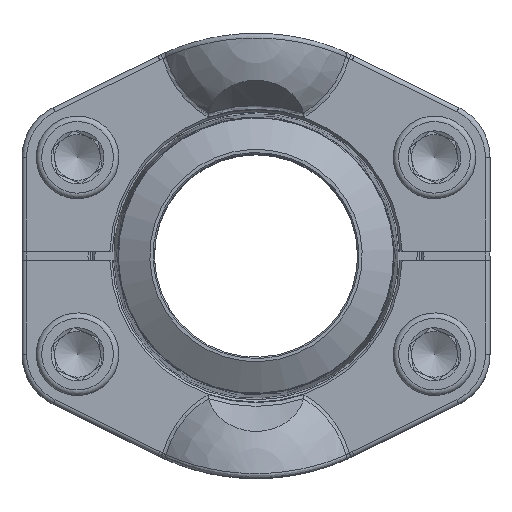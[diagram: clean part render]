
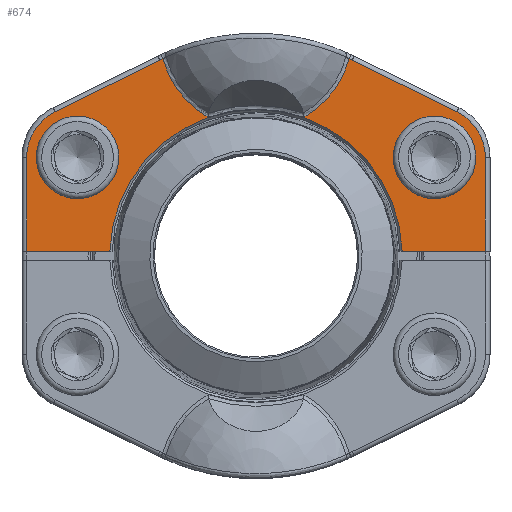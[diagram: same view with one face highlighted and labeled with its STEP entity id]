
A CAD part, top view. The second image highlights one B-rep face of the part: STEP entity #674.
In plain terms, the highlighted planar face has unit normal (0, 0, 1).
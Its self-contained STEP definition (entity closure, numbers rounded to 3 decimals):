
#441=FACE_BOUND('',#1076,.T.);
#442=FACE_BOUND('',#1077,.T.);
#443=FACE_BOUND('',#1078,.T.);
#624=PLANE('',#3273);
#674=ADVANCED_FACE('',(#441,#442,#443),#624,.F.);
#1076=EDGE_LOOP('',(#1625));
#1077=EDGE_LOOP('',(#1626));
#1078=EDGE_LOOP('',(#1627,#1628,#1629,#1630,#1631,#1632,#1633,#1634,#1635,
#1636,#1637,#1638,#1639,#1640));
#1385=CIRCLE('',#3263,7.);
#1386=CIRCLE('',#3264,7.);
#1387=CIRCLE('',#3265,11.1);
#1388=CIRCLE('',#3266,47.5);
#1389=CIRCLE('',#3267,21.04);
#1390=CIRCLE('',#3268,31.99);
#1391=CIRCLE('',#3269,21.04);
#1392=CIRCLE('',#3270,47.5);
#1393=CIRCLE('',#3271,11.1);
#1394=CIRCLE('',#3272,31.875);
#1625=ORIENTED_EDGE('',*,*,#2685,.T.);
#1626=ORIENTED_EDGE('',*,*,#2686,.T.);
#1627=ORIENTED_EDGE('',*,*,#2687,.F.);
#1628=ORIENTED_EDGE('',*,*,#2688,.T.);
#1629=ORIENTED_EDGE('',*,*,#2689,.T.);
#1630=ORIENTED_EDGE('',*,*,#2690,.T.);
#1631=ORIENTED_EDGE('',*,*,#2691,.T.);
#1632=ORIENTED_EDGE('',*,*,#2692,.T.);
#1633=ORIENTED_EDGE('',*,*,#2693,.T.);
#1634=ORIENTED_EDGE('',*,*,#2694,.T.);
#1635=ORIENTED_EDGE('',*,*,#2695,.T.);
#1636=ORIENTED_EDGE('',*,*,#2696,.T.);
#1637=ORIENTED_EDGE('',*,*,#2697,.T.);
#1638=ORIENTED_EDGE('',*,*,#2698,.T.);
#1639=ORIENTED_EDGE('',*,*,#2699,.F.);
#1640=ORIENTED_EDGE('',*,*,#2700,.T.);
#2417=VERTEX_POINT('',#4734);
#2418=VERTEX_POINT('',#4736);
#2419=VERTEX_POINT('',#4738);
#2420=VERTEX_POINT('',#4739);
#2421=VERTEX_POINT('',#4741);
#2422=VERTEX_POINT('',#4743);
#2423=VERTEX_POINT('',#4745);
#2424=VERTEX_POINT('',#4747);
#2425=VERTEX_POINT('',#4749);
#2426=VERTEX_POINT('',#4751);
#2427=VERTEX_POINT('',#4753);
#2428=VERTEX_POINT('',#4755);
#2429=VERTEX_POINT('',#4757);
#2430=VERTEX_POINT('',#4759);
#2431=VERTEX_POINT('',#4761);
#2432=VERTEX_POINT('',#4763);
#2685=EDGE_CURVE('',#2417,#2417,#1385,.T.);
#2686=EDGE_CURVE('',#2418,#2418,#1386,.T.);
#2687=EDGE_CURVE('',#2419,#2420,#3079,.T.);
#2688=EDGE_CURVE('',#2419,#2421,#3080,.T.);
#2689=EDGE_CURVE('',#2421,#2422,#1387,.T.);
#2690=EDGE_CURVE('',#2422,#2423,#3081,.T.);
#2691=EDGE_CURVE('',#2423,#2424,#1388,.T.);
#2692=EDGE_CURVE('',#2424,#2425,#1389,.T.);
#2693=EDGE_CURVE('',#2425,#2426,#1390,.T.);
#2694=EDGE_CURVE('',#2426,#2427,#1391,.T.);
#2695=EDGE_CURVE('',#2427,#2428,#1392,.T.);
#2696=EDGE_CURVE('',#2428,#2429,#3082,.T.);
#2697=EDGE_CURVE('',#2429,#2430,#1393,.T.);
#2698=EDGE_CURVE('',#2430,#2431,#3083,.T.);
#2699=EDGE_CURVE('',#2432,#2431,#3084,.T.);
#2700=EDGE_CURVE('',#2432,#2420,#1394,.T.);
#3079=LINE('',#4737,#3173);
#3080=LINE('',#4740,#3174);
#3081=LINE('',#4744,#3175);
#3082=LINE('',#4756,#3176);
#3083=LINE('',#4760,#3177);
#3084=LINE('',#4762,#3178);
#3173=VECTOR('',#3734,1.);
#3174=VECTOR('',#3735,1.);
#3175=VECTOR('',#3738,1.);
#3176=VECTOR('',#3749,1.);
#3177=VECTOR('',#3752,1.);
#3178=VECTOR('',#3753,1.);
#3263=AXIS2_PLACEMENT_3D('',#4733,#3730,#3731);
#3264=AXIS2_PLACEMENT_3D('',#4735,#3732,#3733);
#3265=AXIS2_PLACEMENT_3D('',#4742,#3736,#3737);
#3266=AXIS2_PLACEMENT_3D('',#4746,#3739,#3740);
#3267=AXIS2_PLACEMENT_3D('',#4748,#3741,#3742);
#3268=AXIS2_PLACEMENT_3D('',#4750,#3743,#3744);
#3269=AXIS2_PLACEMENT_3D('',#4752,#3745,#3746);
#3270=AXIS2_PLACEMENT_3D('',#4754,#3747,#3748);
#3271=AXIS2_PLACEMENT_3D('',#4758,#3750,#3751);
#3272=AXIS2_PLACEMENT_3D('',#4764,#3754,#3755);
#3273=AXIS2_PLACEMENT_3D('',#4765,#3756,#3757);
#3730=DIRECTION('',(0.,0.,-1.));
#3731=DIRECTION('',(-1.,0.,0.));
#3732=DIRECTION('',(0.,0.,-1.));
#3733=DIRECTION('',(-1.,0.,0.));
#3734=DIRECTION('',(1.,0.,0.));
#3735=DIRECTION('',(0.,-1.,0.));
#3736=DIRECTION('',(0.,0.,1.));
#3737=DIRECTION('',(-1.,0.,0.));
#3738=DIRECTION('',(0.898,-0.441,0.));
#3739=DIRECTION('',(0.,0.,1.));
#3740=DIRECTION('',(-1.,0.,0.));
#3741=DIRECTION('',(0.,0.,-1.));
#3742=DIRECTION('',(-1.,0.,0.));
#3743=DIRECTION('',(0.,0.,1.));
#3744=DIRECTION('',(-1.,0.,0.));
#3745=DIRECTION('',(0.,0.,-1.));
#3746=DIRECTION('',(-1.,0.,0.));
#3747=DIRECTION('',(0.,0.,1.));
#3748=DIRECTION('',(-1.,0.,0.));
#3749=DIRECTION('',(0.898,0.441,0.));
#3750=DIRECTION('',(0.,0.,1.));
#3751=DIRECTION('',(-1.,0.,0.));
#3752=DIRECTION('',(0.,1.,0.));
#3753=DIRECTION('',(1.,0.,0.));
#3754=DIRECTION('',(0.,0.,-1.));
#3755=DIRECTION('',(-1.,0.,0.));
#3756=DIRECTION('',(0.,0.,-1.));
#3757=DIRECTION('',(-1.,0.,0.));
#4733=CARTESIAN_POINT('',(38.9,-21.45,16.));
#4734=CARTESIAN_POINT('',(31.9,-21.45,16.));
#4735=CARTESIAN_POINT('',(-38.9,-21.45,16.));
#4736=CARTESIAN_POINT('',(-45.9,-21.45,16.));
#4737=CARTESIAN_POINT('',(38.9,-1.,16.));
#4738=CARTESIAN_POINT('',(-50.,-1.,16.));
#4739=CARTESIAN_POINT('',(-31.859,-1.,16.));
#4740=CARTESIAN_POINT('',(-50.,-21.45,16.));
#4741=CARTESIAN_POINT('',(-50.,-21.45,16.));
#4742=CARTESIAN_POINT('',(-38.9,-21.45,16.));
#4743=CARTESIAN_POINT('',(-43.793,-31.414,16.));
#4744=CARTESIAN_POINT('',(-20.937,-42.637,16.));
#4745=CARTESIAN_POINT('',(-20.937,-42.637,16.));
#4746=CARTESIAN_POINT('',(0.,0.,16.));
#4747=CARTESIAN_POINT('',(-20.294,-42.946,16.));
#4748=CARTESIAN_POINT('',(0.,-48.5,16.));
#4749=CARTESIAN_POINT('',(-10.447,-30.236,16.));
#4750=CARTESIAN_POINT('',(0.,0.,16.));
#4751=CARTESIAN_POINT('',(10.447,-30.236,16.));
#4752=CARTESIAN_POINT('',(0.,-48.5,16.));
#4753=CARTESIAN_POINT('',(20.294,-42.946,16.));
#4754=CARTESIAN_POINT('',(0.,0.,16.));
#4755=CARTESIAN_POINT('',(20.937,-42.637,16.));
#4756=CARTESIAN_POINT('',(43.793,-31.414,16.));
#4757=CARTESIAN_POINT('',(43.793,-31.414,16.));
#4758=CARTESIAN_POINT('',(38.9,-21.45,16.));
#4759=CARTESIAN_POINT('',(50.,-21.45,16.));
#4760=CARTESIAN_POINT('',(50.,21.45,16.));
#4761=CARTESIAN_POINT('',(50.,-1.,16.));
#4762=CARTESIAN_POINT('',(38.9,-1.,16.));
#4763=CARTESIAN_POINT('',(31.859,-1.,16.));
#4764=CARTESIAN_POINT('',(0.,0.,16.));
#4765=CARTESIAN_POINT('',(38.9,-21.45,16.));
